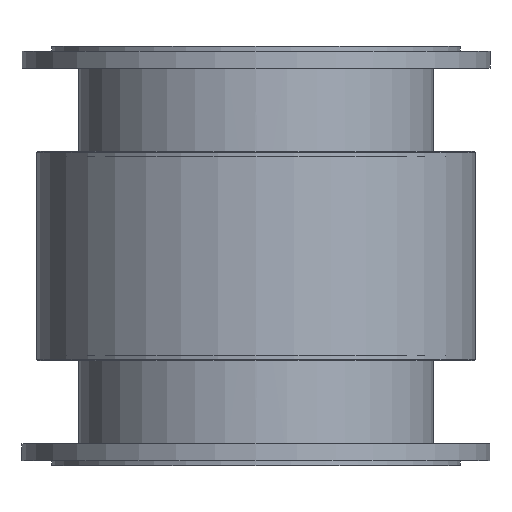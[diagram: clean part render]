
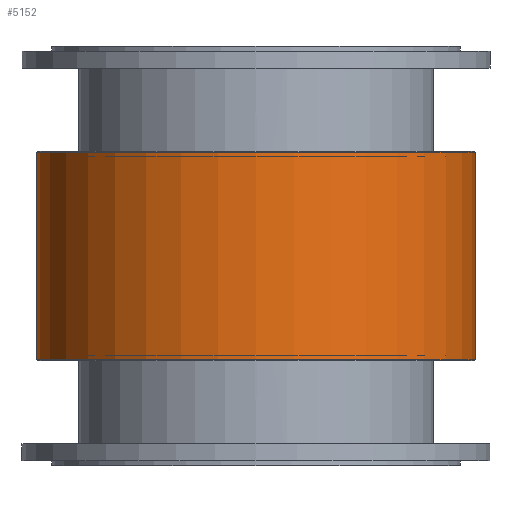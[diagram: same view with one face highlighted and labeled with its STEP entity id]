
A CAD part, front view. The second image highlights one B-rep face of the part: STEP entity #5152.
In plain terms, the highlighted cylindrical face has radius 314.5 mm (diameter 629 mm), a full revolution.
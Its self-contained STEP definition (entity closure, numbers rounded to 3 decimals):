
#202=B_SPLINE_CURVE_WITH_KNOTS('',3,(#8288,#8289,#8290,#8291,#8292,#8293,
#8294,#8295,#8296,#8297,#8298,#8299,#8300,#8301,#8302,#8303,#8304,#8305,
#8306,#8307,#8308,#8309,#8310,#8311,#8312,#8313,#8314,#8315,#8316,#8317,
#8318,#8319,#8320,#8321),.UNSPECIFIED.,.F.,.F.,(4,2,2,2,2,2,2,2,2,2,2,2,
2,2,2,2,4),(0.,0.377,0.754,1.13,1.507,
1.884,2.261,2.638,3.014,3.391,
3.768,4.145,4.522,4.898,5.275,
5.652,6.029),.UNSPECIFIED.);
#203=B_SPLINE_CURVE_WITH_KNOTS('',3,(#8322,#8323,#8324,#8325,#8326,#8327,
#8328,#8329,#8330,#8331,#8332,#8333,#8334,#8335,#8336,#8337,#8338,#8339,
#8340,#8341,#8342,#8343,#8344,#8345,#8346,#8347,#8348,#8349,#8350,#8351,
#8352,#8353,#8354,#8355),.UNSPECIFIED.,.F.,.F.,(4,2,2,2,2,2,2,2,2,2,2,2,
2,2,2,2,4),(6.029,6.406,6.782,7.159,
7.536,7.913,8.29,8.666,9.043,
9.42,9.797,10.173,10.55,10.927,
11.304,11.681,12.057),.UNSPECIFIED.);
#273=LINE('',#8364,#519);
#519=VECTOR('',#6530,314.5);
#764=CYLINDRICAL_SURFACE('',#5601,314.5);
#945=FACE_BOUND('',#1478,.T.);
#1073=FACE_OUTER_BOUND('',#1477,.T.);
#1477=EDGE_LOOP('',(#3654,#3655,#3656,#3657));
#1478=EDGE_LOOP('',(#3658,#3659));
#1860=CIRCLE('',#5599,314.5);
#1861=CIRCLE('',#5602,314.5);
#2214=VERTEX_POINT('',#8285);
#2215=VERTEX_POINT('',#8287);
#2216=VERTEX_POINT('',#8357);
#2217=VERTEX_POINT('',#8362);
#2739=EDGE_CURVE('',#2215,#2214,#202,.T.);
#2740=EDGE_CURVE('',#2214,#2215,#203,.T.);
#2741=EDGE_CURVE('',#2216,#2216,#1860,.T.);
#2743=EDGE_CURVE('',#2217,#2217,#1861,.T.);
#2744=EDGE_CURVE('',#2217,#2216,#273,.T.);
#3654=ORIENTED_EDGE('',*,*,#2743,.F.);
#3655=ORIENTED_EDGE('',*,*,#2744,.T.);
#3656=ORIENTED_EDGE('',*,*,#2741,.F.);
#3657=ORIENTED_EDGE('',*,*,#2744,.F.);
#3658=ORIENTED_EDGE('',*,*,#2739,.T.);
#3659=ORIENTED_EDGE('',*,*,#2740,.T.);
#5152=ADVANCED_FACE('',(#1073,#945),#764,.T.);
#5599=AXIS2_PLACEMENT_3D('',#8358,#6521,#6522);
#5601=AXIS2_PLACEMENT_3D('',#8361,#6526,#6527);
#5602=AXIS2_PLACEMENT_3D('',#8363,#6528,#6529);
#6521=DIRECTION('center_axis',(0.,0.,-1.));
#6522=DIRECTION('ref_axis',(1.,0.,0.));
#6526=DIRECTION('center_axis',(0.,0.,1.));
#6527=DIRECTION('ref_axis',(1.,0.,0.));
#6528=DIRECTION('center_axis',(0.,0.,1.));
#6529=DIRECTION('ref_axis',(1.,0.,0.));
#6530=DIRECTION('',(0.,0.,-1.));
#8285=CARTESIAN_POINT('',(2.037,317.835,0.));
#8287=CARTESIAN_POINT('',(-37.963,317.835,0.));
#8288=CARTESIAN_POINT('Ctrl Pts',(-37.963,317.835,0.));
#8289=CARTESIAN_POINT('Ctrl Pts',(-37.963,317.835,-1.256));
#8290=CARTESIAN_POINT('Ctrl Pts',(-37.843,317.842,-2.555));
#8291=CARTESIAN_POINT('Ctrl Pts',(-37.336,317.874,-5.138));
#8292=CARTESIAN_POINT('Ctrl Pts',(-36.95,317.898,-6.423));
#8293=CARTESIAN_POINT('Ctrl Pts',(-35.93,317.958,-8.886));
#8294=CARTESIAN_POINT('Ctrl Pts',(-35.294,317.994,-10.067));
#8295=CARTESIAN_POINT('Ctrl Pts',(-33.826,318.072,-12.252));
#8296=CARTESIAN_POINT('Ctrl Pts',(-32.993,318.113,-13.254));
#8297=CARTESIAN_POINT('Ctrl Pts',(-31.217,318.193,-15.03));
#8298=CARTESIAN_POINT('Ctrl Pts',(-30.214,318.234,-15.863));
#8299=CARTESIAN_POINT('Ctrl Pts',(-28.03,318.312,-17.331));
#8300=CARTESIAN_POINT('Ctrl Pts',(-26.849,318.348,-17.967));
#8301=CARTESIAN_POINT('Ctrl Pts',(-24.386,318.408,-18.988));
#8302=CARTESIAN_POINT('Ctrl Pts',(-23.101,318.432,-19.373));
#8303=CARTESIAN_POINT('Ctrl Pts',(-20.518,318.464,-19.88));
#8304=CARTESIAN_POINT('Ctrl Pts',(-19.219,318.471,-20.));
#8305=CARTESIAN_POINT('Ctrl Pts',(-16.707,318.471,-20.));
#8306=CARTESIAN_POINT('Ctrl Pts',(-15.408,318.464,-19.88));
#8307=CARTESIAN_POINT('Ctrl Pts',(-12.825,318.432,-19.373));
#8308=CARTESIAN_POINT('Ctrl Pts',(-11.54,318.408,-18.988));
#8309=CARTESIAN_POINT('Ctrl Pts',(-9.076,318.348,-17.967));
#8310=CARTESIAN_POINT('Ctrl Pts',(-7.895,318.312,-17.331));
#8311=CARTESIAN_POINT('Ctrl Pts',(-5.711,318.234,-15.863));
#8312=CARTESIAN_POINT('Ctrl Pts',(-4.708,318.193,-15.03));
#8313=CARTESIAN_POINT('Ctrl Pts',(-2.933,318.113,-13.254));
#8314=CARTESIAN_POINT('Ctrl Pts',(-2.1,318.072,-12.252));
#8315=CARTESIAN_POINT('Ctrl Pts',(-0.631,317.994,-10.067));
#8316=CARTESIAN_POINT('Ctrl Pts',(0.004,317.958,
-8.886));
#8317=CARTESIAN_POINT('Ctrl Pts',(1.025,317.898,-6.423));
#8318=CARTESIAN_POINT('Ctrl Pts',(1.411,317.874,-5.138));
#8319=CARTESIAN_POINT('Ctrl Pts',(1.917,317.842,-2.555));
#8320=CARTESIAN_POINT('Ctrl Pts',(2.037,317.835,-1.256));
#8321=CARTESIAN_POINT('Ctrl Pts',(2.037,317.835,0.));
#8322=CARTESIAN_POINT('Ctrl Pts',(2.037,317.835,0.));
#8323=CARTESIAN_POINT('Ctrl Pts',(2.037,317.835,1.256));
#8324=CARTESIAN_POINT('Ctrl Pts',(1.917,317.842,2.555));
#8325=CARTESIAN_POINT('Ctrl Pts',(1.411,317.874,5.138));
#8326=CARTESIAN_POINT('Ctrl Pts',(1.025,317.898,6.423));
#8327=CARTESIAN_POINT('Ctrl Pts',(0.004,317.958,
8.886));
#8328=CARTESIAN_POINT('Ctrl Pts',(-0.631,317.994,10.067));
#8329=CARTESIAN_POINT('Ctrl Pts',(-2.1,318.072,12.252));
#8330=CARTESIAN_POINT('Ctrl Pts',(-2.933,318.113,13.254));
#8331=CARTESIAN_POINT('Ctrl Pts',(-4.708,318.193,15.03));
#8332=CARTESIAN_POINT('Ctrl Pts',(-5.711,318.234,15.863));
#8333=CARTESIAN_POINT('Ctrl Pts',(-7.895,318.312,17.331));
#8334=CARTESIAN_POINT('Ctrl Pts',(-9.076,318.348,17.967));
#8335=CARTESIAN_POINT('Ctrl Pts',(-11.54,318.408,18.988));
#8336=CARTESIAN_POINT('Ctrl Pts',(-12.825,318.432,19.373));
#8337=CARTESIAN_POINT('Ctrl Pts',(-15.408,318.464,19.88));
#8338=CARTESIAN_POINT('Ctrl Pts',(-16.707,318.471,20.));
#8339=CARTESIAN_POINT('Ctrl Pts',(-19.219,318.471,20.));
#8340=CARTESIAN_POINT('Ctrl Pts',(-20.518,318.464,19.88));
#8341=CARTESIAN_POINT('Ctrl Pts',(-23.101,318.432,19.373));
#8342=CARTESIAN_POINT('Ctrl Pts',(-24.386,318.408,18.988));
#8343=CARTESIAN_POINT('Ctrl Pts',(-26.849,318.348,17.967));
#8344=CARTESIAN_POINT('Ctrl Pts',(-28.03,318.312,17.331));
#8345=CARTESIAN_POINT('Ctrl Pts',(-30.214,318.234,15.863));
#8346=CARTESIAN_POINT('Ctrl Pts',(-31.217,318.193,15.03));
#8347=CARTESIAN_POINT('Ctrl Pts',(-32.993,318.113,13.254));
#8348=CARTESIAN_POINT('Ctrl Pts',(-33.826,318.072,12.252));
#8349=CARTESIAN_POINT('Ctrl Pts',(-35.294,317.994,10.067));
#8350=CARTESIAN_POINT('Ctrl Pts',(-35.93,317.958,8.886));
#8351=CARTESIAN_POINT('Ctrl Pts',(-36.95,317.898,6.423));
#8352=CARTESIAN_POINT('Ctrl Pts',(-37.336,317.874,5.138));
#8353=CARTESIAN_POINT('Ctrl Pts',(-37.843,317.842,2.555));
#8354=CARTESIAN_POINT('Ctrl Pts',(-37.963,317.835,1.256));
#8355=CARTESIAN_POINT('Ctrl Pts',(-37.963,317.835,0.));
#8357=CARTESIAN_POINT('',(-332.463,3.971,-148.5));
#8358=CARTESIAN_POINT('Origin',(-17.963,3.971,-148.5));
#8361=CARTESIAN_POINT('Origin',(-17.963,3.971,0.));
#8362=CARTESIAN_POINT('',(-332.463,3.971,148.5));
#8363=CARTESIAN_POINT('Origin',(-17.963,3.971,148.5));
#8364=CARTESIAN_POINT('',(-332.463,3.971,0.));
